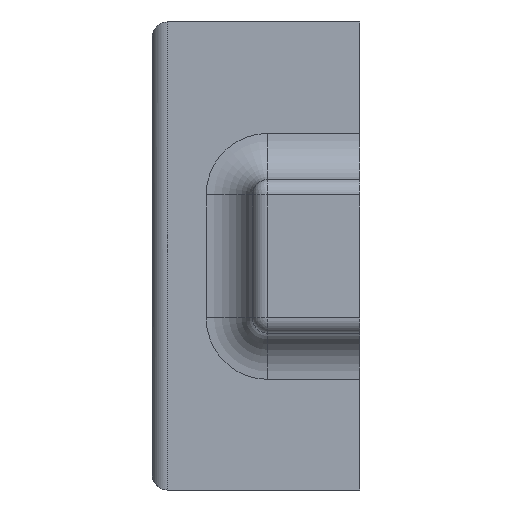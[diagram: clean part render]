
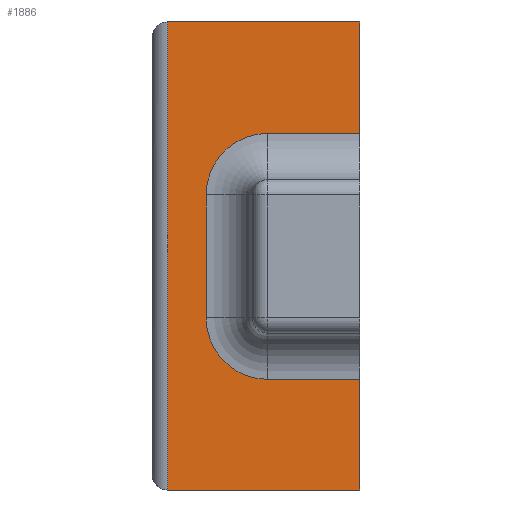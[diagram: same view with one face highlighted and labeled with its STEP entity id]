
A CAD part, left-side view. The second image highlights one B-rep face of the part: STEP entity #1886.
In plain terms, the highlighted planar face has unit normal (-1, 0, 0).
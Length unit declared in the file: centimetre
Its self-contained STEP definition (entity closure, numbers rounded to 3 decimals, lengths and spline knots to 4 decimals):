
#106=PLANE('',#2051);
#217=FACE_OUTER_BOUND('',#330,.T.);
#330=EDGE_LOOP('',(#1712,#1713,#1714,#1715,#1716,#1717,#1718,#1719,#1720,
#1721));
#348=LINE('',#2654,#557);
#350=LINE('',#2668,#559);
#352=LINE('',#2680,#561);
#380=LINE('',#2767,#589);
#388=LINE('',#2782,#597);
#399=LINE('',#2824,#608);
#520=LINE('',#3080,#729);
#540=LINE('',#3122,#749);
#557=VECTOR('',#2121,1.);
#559=VECTOR('',#2137,1.);
#561=VECTOR('',#2151,1.);
#589=VECTOR('',#2247,1.);
#597=VECTOR('',#2255,1.);
#608=VECTOR('',#2294,1.);
#729=VECTOR('',#2525,1.);
#749=VECTOR('',#2585,1.);
#767=CIRCLE('',#1919,0.4);
#771=CIRCLE('',#1925,0.4);
#811=VERTEX_POINT('',#2651);
#812=VERTEX_POINT('',#2653);
#815=VERTEX_POINT('',#2660);
#817=VERTEX_POINT('',#2666);
#819=VERTEX_POINT('',#2672);
#821=VERTEX_POINT('',#2678);
#846=VERTEX_POINT('',#2766);
#853=VERTEX_POINT('',#2780);
#869=VERTEX_POINT('',#2822);
#870=VERTEX_POINT('',#2823);
#982=EDGE_CURVE('',#811,#812,#348,.T.);
#986=EDGE_CURVE('',#815,#811,#767,.T.);
#989=EDGE_CURVE('',#817,#815,#350,.T.);
#992=EDGE_CURVE('',#819,#817,#771,.T.);
#995=EDGE_CURVE('',#821,#819,#352,.T.);
#1039=EDGE_CURVE('',#846,#812,#380,.T.);
#1047=EDGE_CURVE('',#821,#853,#388,.T.);
#1066=EDGE_CURVE('',#869,#870,#399,.T.);
#1196=EDGE_CURVE('',#869,#846,#520,.T.);
#1216=EDGE_CURVE('',#853,#870,#540,.T.);
#1712=ORIENTED_EDGE('',*,*,#995,.F.);
#1713=ORIENTED_EDGE('',*,*,#1047,.T.);
#1714=ORIENTED_EDGE('',*,*,#1216,.T.);
#1715=ORIENTED_EDGE('',*,*,#1066,.F.);
#1716=ORIENTED_EDGE('',*,*,#1196,.T.);
#1717=ORIENTED_EDGE('',*,*,#1039,.T.);
#1718=ORIENTED_EDGE('',*,*,#982,.F.);
#1719=ORIENTED_EDGE('',*,*,#986,.F.);
#1720=ORIENTED_EDGE('',*,*,#989,.F.);
#1721=ORIENTED_EDGE('',*,*,#992,.F.);
#1886=ADVANCED_FACE('',(#217),#106,.F.);
#1919=AXIS2_PLACEMENT_3D('',#2662,#2129,#2130);
#1925=AXIS2_PLACEMENT_3D('',#2674,#2143,#2144);
#2051=AXIS2_PLACEMENT_3D('',#3121,#2583,#2584);
#2121=DIRECTION('',(0.,-1.,0.));
#2129=DIRECTION('center_axis',(-1.,0.,0.));
#2130=DIRECTION('ref_axis',(0.,0.707,-0.707));
#2137=DIRECTION('',(0.,0.,-1.));
#2143=DIRECTION('center_axis',(-1.,0.,0.));
#2144=DIRECTION('ref_axis',(0.,0.707,0.707));
#2151=DIRECTION('',(0.,1.,0.));
#2247=DIRECTION('',(0.,0.,1.));
#2255=DIRECTION('',(0.,0.,1.));
#2294=DIRECTION('',(0.,0.,1.));
#2525=DIRECTION('',(0.,-1.,0.));
#2583=DIRECTION('center_axis',(1.,0.,0.));
#2584=DIRECTION('ref_axis',(0.,0.,-1.));
#2585=DIRECTION('',(0.,1.,0.));
#2651=CARTESIAN_POINT('',(0.,0.6,0.52));
#2653=CARTESIAN_POINT('',(0.,0.,0.52));
#2654=CARTESIAN_POINT('',(0.,0.6877,0.52));
#2660=CARTESIAN_POINT('',(0.,1.,0.92));
#2662=CARTESIAN_POINT('Origin',(0.,0.6,0.92));
#2666=CARTESIAN_POINT('',(0.,1.,1.72));
#2668=CARTESIAN_POINT('',(0.,1.,1.5712));
#2672=CARTESIAN_POINT('',(0.,0.6,2.12));
#2674=CARTESIAN_POINT('Origin',(0.,0.6,1.72));
#2678=CARTESIAN_POINT('',(0.,0.,2.12));
#2680=CARTESIAN_POINT('',(0.,0.3377,2.12));
#2766=CARTESIAN_POINT('',(0.,0.,-0.2));
#2767=CARTESIAN_POINT('',(0.,0.,-0.2));
#2780=CARTESIAN_POINT('',(0.,0.,2.845));
#2782=CARTESIAN_POINT('',(0.,0.,-0.2));
#2822=CARTESIAN_POINT('',(0.,1.251,-0.2));
#2823=CARTESIAN_POINT('',(0.,1.251,2.845));
#2824=CARTESIAN_POINT('',(0.,1.251,0.5612));
#3080=CARTESIAN_POINT('',(0.,1.351,-0.2));
#3121=CARTESIAN_POINT('Origin',(0.,0.6755,1.3225));
#3122=CARTESIAN_POINT('',(0.,0.,2.845));
